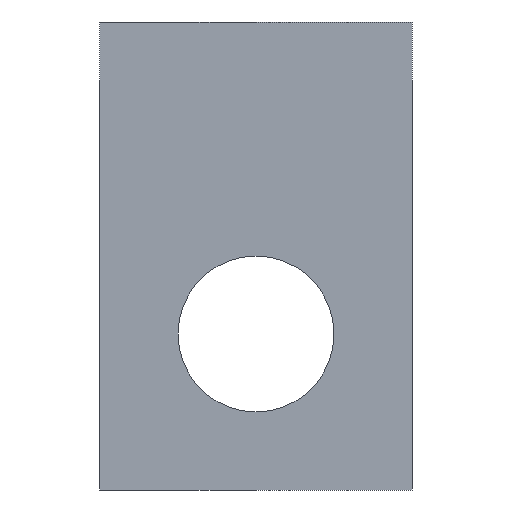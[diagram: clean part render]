
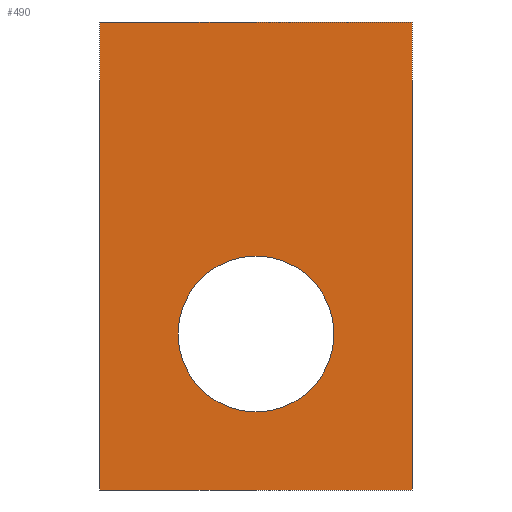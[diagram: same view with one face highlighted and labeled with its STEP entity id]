
A CAD part, left-side view. The second image highlights one B-rep face of the part: STEP entity #490.
In plain terms, the highlighted planar face has unit normal (-1, 0, 0).
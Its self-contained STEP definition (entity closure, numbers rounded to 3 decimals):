
#4 = CARTESIAN_POINT ( 'NONE',  ( -6., 8., 1.5 ) ) ;
#12 = CARTESIAN_POINT ( 'NONE',  ( -6., 4., -8.5 ) ) ;
#39 = DIRECTION ( 'NONE',  ( 0., 0., 1. ) ) ;
#52 = DIRECTION ( 'NONE',  ( 0., 0., 1. ) ) ;
#57 = DIRECTION ( 'NONE',  ( -1., 0., 0. ) ) ;
#69 = EDGE_CURVE ( 'NONE', #373, #338, #512, .T. ) ;
#72 = FACE_BOUND ( 'NONE', #75, .T. ) ;
#75 = EDGE_LOOP ( 'NONE', ( #312, #508 ) ) ;
#124 = CARTESIAN_POINT ( 'NONE',  ( -6., 0., -10.5 ) ) ;
#127 = EDGE_CURVE ( 'NONE', #565, #471, #456, .T. ) ;
#143 = EDGE_CURVE ( 'NONE', #326, #477, #204, .T. ) ;
#181 = PLANE ( 'NONE',  #289 ) ;
#189 = FACE_OUTER_BOUND ( 'NONE', #534, .T. ) ;
#190 = CARTESIAN_POINT ( 'NONE',  ( -6., 8., -10.5 ) ) ;
#204 = CIRCLE ( 'NONE', #208, 2. ) ;
#208 = AXIS2_PLACEMENT_3D ( 'NONE', #496, #583, #273 ) ;
#211 = VECTOR ( 'NONE', #590, 1000. ) ;
#240 = CARTESIAN_POINT ( 'NONE',  ( -6., 4., -6.5 ) ) ;
#243 = CIRCLE ( 'NONE', #469, 2. ) ;
#273 = DIRECTION ( 'NONE',  ( 0., 0., 1. ) ) ;
#287 = VECTOR ( 'NONE', #431, 1000. ) ;
#289 = AXIS2_PLACEMENT_3D ( 'NONE', #190, #563, #475 ) ;
#292 = ORIENTED_EDGE ( 'NONE', *, *, #127, .F. ) ;
#312 = ORIENTED_EDGE ( 'NONE', *, *, #143, .F. ) ;
#326 = VERTEX_POINT ( 'NONE', #422 ) ;
#327 = CARTESIAN_POINT ( 'NONE',  ( -6., 8., -10.5 ) ) ;
#328 = ORIENTED_EDGE ( 'NONE', *, *, #371, .F. ) ;
#332 = LINE ( 'NONE', #337, #287 ) ;
#333 = CARTESIAN_POINT ( 'NONE',  ( -6., 0., -10.5 ) ) ;
#335 = CARTESIAN_POINT ( 'NONE',  ( -6., 0., 1.5 ) ) ;
#337 = CARTESIAN_POINT ( 'NONE',  ( -6., 8., -10.5 ) ) ;
#338 = VERTEX_POINT ( 'NONE', #335 ) ;
#343 = VECTOR ( 'NONE', #39, 1000. ) ;
#354 = CARTESIAN_POINT ( 'NONE',  ( -6., 8., -10.5 ) ) ;
#371 = EDGE_CURVE ( 'NONE', #471, #338, #405, .T. ) ;
#373 = VERTEX_POINT ( 'NONE', #333 ) ;
#376 = EDGE_CURVE ( 'NONE', #477, #326, #243, .T. ) ;
#405 = LINE ( 'NONE', #4, #466 ) ;
#415 = ORIENTED_EDGE ( 'NONE', *, *, #457, .T. ) ;
#422 = CARTESIAN_POINT ( 'NONE',  ( -6., 4., -4.5 ) ) ;
#431 = DIRECTION ( 'NONE',  ( 0., -1., 0. ) ) ;
#456 = LINE ( 'NONE', #327, #343 ) ;
#457 = EDGE_CURVE ( 'NONE', #565, #373, #332, .T. ) ;
#466 = VECTOR ( 'NONE', #507, 1000. ) ;
#469 = AXIS2_PLACEMENT_3D ( 'NONE', #240, #57, #52 ) ;
#471 = VERTEX_POINT ( 'NONE', #476 ) ;
#475 = DIRECTION ( 'NONE',  ( 0., 0., -1. ) ) ;
#476 = CARTESIAN_POINT ( 'NONE',  ( -6., 8., 1.5 ) ) ;
#477 = VERTEX_POINT ( 'NONE', #12 ) ;
#484 = ORIENTED_EDGE ( 'NONE', *, *, #69, .T. ) ;
#490 = ADVANCED_FACE ( 'NONE', ( #72, #189 ), #181, .F. ) ;
#496 = CARTESIAN_POINT ( 'NONE',  ( -6., 4., -6.5 ) ) ;
#507 = DIRECTION ( 'NONE',  ( 0., -1., 0. ) ) ;
#508 = ORIENTED_EDGE ( 'NONE', *, *, #376, .F. ) ;
#512 = LINE ( 'NONE', #124, #211 ) ;
#534 = EDGE_LOOP ( 'NONE', ( #484, #328, #292, #415 ) ) ;
#563 = DIRECTION ( 'NONE',  ( 1., 0., 0. ) ) ;
#565 = VERTEX_POINT ( 'NONE', #354 ) ;
#583 = DIRECTION ( 'NONE',  ( -1., 0., 0. ) ) ;
#590 = DIRECTION ( 'NONE',  ( 0., 0., 1. ) ) ;
